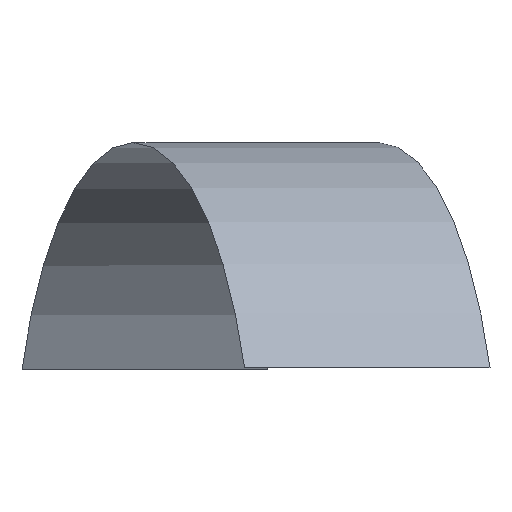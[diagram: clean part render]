
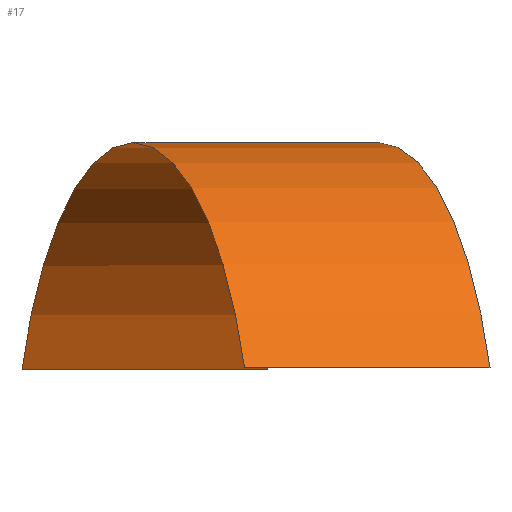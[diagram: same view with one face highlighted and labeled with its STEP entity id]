
A CAD part, top view. The second image highlights one B-rep face of the part: STEP entity #17.
In plain terms, the highlighted cylindrical face has radius 6.998 mm (diameter 13.996 mm), a partial arc.
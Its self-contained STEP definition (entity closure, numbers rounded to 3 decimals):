
#17 = ADVANCED_FACE('',(#18),#32,.T.);
#18 = FACE_BOUND('',#19,.T.);
#19 = EDGE_LOOP('',(#20,#65,#104,#142));
#20 = ORIENTED_EDGE('',*,*,#21,.F.);
#21 = EDGE_CURVE('',#22,#24,#26,.T.);
#22 = VERTEX_POINT('',#23);
#23 = CARTESIAN_POINT('',(-4.499,-0.009,
    -5.286));
#24 = VERTEX_POINT('',#25);
#25 = CARTESIAN_POINT('',(0.221,-0.005,
    -6.938));
#26 = SURFACE_CURVE('',#27,(#31),.PCURVE_S1.);
#27 = LINE('',#28,#29);
#28 = CARTESIAN_POINT('',(-4.499,-0.009,
    -5.286));
#29 = VECTOR('',#30,1.);
#30 = DIRECTION('',(0.944,0.001,-0.33));
#31 = PCURVE('',#32,#37);
#32 = CYLINDRICAL_SURFACE('',#33,6.998);
#33 = AXIS2_PLACEMENT_3D('',#34,#35,#36);
#34 = CARTESIAN_POINT('',(0.003,-2.654,
    0.002));
#35 = DIRECTION('',(0.944,0.001,-0.33));
#36 = DIRECTION('',(-0.306,0.378,-0.874));
#37 = DEFINITIONAL_REPRESENTATION('',(#38),#64);
#38 = B_SPLINE_CURVE_WITH_KNOTS('',3,(#39,#40,#41,#42,#43,#44,#45,#46,
    #47,#48,#49,#50,#51,#52,#53,#54,#55,#56,#57,#58,#59,#60,#61,#62,#63)
  ,.UNSPECIFIED.,.F.,.F.,(4,1,1,1,1,1,1,1,1,1,1,1,1,1,1,1,1,1,1,1,1,1,4)
  ,(0.,0.227,0.455,0.682,0.909,
    1.137,1.364,1.591,1.818,
    2.046,2.273,2.5,2.728,
    2.955,3.182,3.41,3.637,
    3.864,4.091,4.319,4.546,
    4.773,5.001),.QUASI_UNIFORM_KNOTS.);
#39 = CARTESIAN_POINT('',(0.,-2.5));
#40 = CARTESIAN_POINT('',(0.,-2.425));
#41 = CARTESIAN_POINT('',(0.,-2.273));
#42 = CARTESIAN_POINT('',(0.,-2.046));
#43 = CARTESIAN_POINT('',(0.,-1.818));
#44 = CARTESIAN_POINT('',(0.,-1.591));
#45 = CARTESIAN_POINT('',(0.,-1.364));
#46 = CARTESIAN_POINT('',(0.,-1.137));
#47 = CARTESIAN_POINT('',(0.,-0.909));
#48 = CARTESIAN_POINT('',(0.,-0.682));
#49 = CARTESIAN_POINT('',(0.,-0.455));
#50 = CARTESIAN_POINT('',(0.,-0.227));
#51 = CARTESIAN_POINT('',(0.,0.));
#52 = CARTESIAN_POINT('',(0.,0.227));
#53 = CARTESIAN_POINT('',(0.,0.455));
#54 = CARTESIAN_POINT('',(0.,0.682));
#55 = CARTESIAN_POINT('',(0.,0.909));
#56 = CARTESIAN_POINT('',(0.,1.137));
#57 = CARTESIAN_POINT('',(0.,1.364));
#58 = CARTESIAN_POINT('',(0.,1.591));
#59 = CARTESIAN_POINT('',(0.,1.818));
#60 = CARTESIAN_POINT('',(0.,2.046));
#61 = CARTESIAN_POINT('',(0.,2.273));
#62 = CARTESIAN_POINT('',(0.,2.425));
#63 = CARTESIAN_POINT('',(0.,2.5));
#64 = ( GEOMETRIC_REPRESENTATION_CONTEXT(2) 
PARAMETRIC_REPRESENTATION_CONTEXT() REPRESENTATION_CONTEXT('2D SPACE',''
  ) );
#65 = ORIENTED_EDGE('',*,*,#66,.F.);
#66 = EDGE_CURVE('',#67,#22,#69,.T.);
#67 = VERTEX_POINT('',#68);
#68 = CARTESIAN_POINT('',(-0.221,0.005,
    6.938));
#69 = SURFACE_CURVE('',#70,(#75),.PCURVE_S1.);
#70 = CIRCLE('',#71,6.998);
#71 = AXIS2_PLACEMENT_3D('',#72,#73,#74);
#72 = CARTESIAN_POINT('',(-2.357,-2.656,0.828
    ));
#73 = DIRECTION('',(-0.944,-0.001,0.33)
  );
#74 = DIRECTION('',(0.305,0.38,0.873));
#75 = PCURVE('',#32,#76);
#76 = DEFINITIONAL_REPRESENTATION('',(#77),#103);
#77 = B_SPLINE_CURVE_WITH_KNOTS('',3,(#78,#79,#80,#81,#82,#83,#84,#85,
    #86,#87,#88,#89,#90,#91,#92,#93,#94,#95,#96,#97,#98,#99,#100,#101,
    #102),.UNSPECIFIED.,.F.,.F.,(4,1,1,1,1,1,1,1,1,1,1,1,1,1,1,1,1,1,1,1
    ,1,1,4),(0.,0.107,0.215,0.322,
    0.43,0.537,0.645,0.752,
    0.86,0.967,1.074,1.182,
    1.289,1.397,1.504,1.612,
    1.719,1.827,1.934,2.041,
    2.149,2.256,2.364),.QUASI_UNIFORM_KNOTS.);
#78 = CARTESIAN_POINT('',(2.364,-2.5));
#79 = CARTESIAN_POINT('',(2.328,-2.5));
#80 = CARTESIAN_POINT('',(2.256,-2.5));
#81 = CARTESIAN_POINT('',(2.149,-2.5));
#82 = CARTESIAN_POINT('',(2.041,-2.5));
#83 = CARTESIAN_POINT('',(1.934,-2.5));
#84 = CARTESIAN_POINT('',(1.827,-2.5));
#85 = CARTESIAN_POINT('',(1.719,-2.5));
#86 = CARTESIAN_POINT('',(1.612,-2.5));
#87 = CARTESIAN_POINT('',(1.504,-2.5));
#88 = CARTESIAN_POINT('',(1.397,-2.5));
#89 = CARTESIAN_POINT('',(1.289,-2.5));
#90 = CARTESIAN_POINT('',(1.182,-2.5));
#91 = CARTESIAN_POINT('',(1.074,-2.5));
#92 = CARTESIAN_POINT('',(0.967,-2.5));
#93 = CARTESIAN_POINT('',(0.86,-2.5));
#94 = CARTESIAN_POINT('',(0.752,-2.5));
#95 = CARTESIAN_POINT('',(0.645,-2.5));
#96 = CARTESIAN_POINT('',(0.537,-2.5));
#97 = CARTESIAN_POINT('',(0.43,-2.5));
#98 = CARTESIAN_POINT('',(0.322,-2.5));
#99 = CARTESIAN_POINT('',(0.215,-2.5));
#100 = CARTESIAN_POINT('',(0.107,-2.5));
#101 = CARTESIAN_POINT('',(0.036,-2.5));
#102 = CARTESIAN_POINT('',(0.,-2.5));
#103 = ( GEOMETRIC_REPRESENTATION_CONTEXT(2) 
PARAMETRIC_REPRESENTATION_CONTEXT() REPRESENTATION_CONTEXT('2D SPACE',''
  ) );
#104 = ORIENTED_EDGE('',*,*,#105,.F.);
#105 = EDGE_CURVE('',#106,#67,#108,.T.);
#106 = VERTEX_POINT('',#107);
#107 = CARTESIAN_POINT('',(4.499,0.009,
    5.286));
#108 = SURFACE_CURVE('',#109,(#113),.PCURVE_S1.);
#109 = LINE('',#110,#111);
#110 = CARTESIAN_POINT('',(4.499,0.009,
    5.286));
#111 = VECTOR('',#112,1.);
#112 = DIRECTION('',(-0.944,-0.001,0.33)
  );
#113 = PCURVE('',#32,#114);
#114 = DEFINITIONAL_REPRESENTATION('',(#115),#141);
#115 = B_SPLINE_CURVE_WITH_KNOTS('',3,(#116,#117,#118,#119,#120,#121,
    #122,#123,#124,#125,#126,#127,#128,#129,#130,#131,#132,#133,#134,
    #135,#136,#137,#138,#139,#140),.UNSPECIFIED.,.F.,.F.,(4,1,1,1,1,1,1,
    1,1,1,1,1,1,1,1,1,1,1,1,1,1,1,4),(-0.,0.227,0.455,
    0.682,0.909,1.137,1.364,
    1.591,1.818,2.046,2.273,
    2.5,2.728,2.955,3.182,
    3.41,3.637,3.864,4.091,
    4.319,4.546,4.773,5.001),
  .QUASI_UNIFORM_KNOTS.);
#116 = CARTESIAN_POINT('',(2.364,2.5));
#117 = CARTESIAN_POINT('',(2.364,2.425));
#118 = CARTESIAN_POINT('',(2.364,2.273));
#119 = CARTESIAN_POINT('',(2.364,2.046));
#120 = CARTESIAN_POINT('',(2.364,1.818));
#121 = CARTESIAN_POINT('',(2.364,1.591));
#122 = CARTESIAN_POINT('',(2.364,1.364));
#123 = CARTESIAN_POINT('',(2.364,1.137));
#124 = CARTESIAN_POINT('',(2.364,0.909));
#125 = CARTESIAN_POINT('',(2.364,0.682));
#126 = CARTESIAN_POINT('',(2.364,0.455));
#127 = CARTESIAN_POINT('',(2.364,0.227));
#128 = CARTESIAN_POINT('',(2.364,0.));
#129 = CARTESIAN_POINT('',(2.364,-0.227));
#130 = CARTESIAN_POINT('',(2.364,-0.455));
#131 = CARTESIAN_POINT('',(2.364,-0.682));
#132 = CARTESIAN_POINT('',(2.364,-0.909));
#133 = CARTESIAN_POINT('',(2.364,-1.137));
#134 = CARTESIAN_POINT('',(2.364,-1.364));
#135 = CARTESIAN_POINT('',(2.364,-1.591));
#136 = CARTESIAN_POINT('',(2.364,-1.818));
#137 = CARTESIAN_POINT('',(2.364,-2.046));
#138 = CARTESIAN_POINT('',(2.364,-2.273));
#139 = CARTESIAN_POINT('',(2.364,-2.425));
#140 = CARTESIAN_POINT('',(2.364,-2.5));
#141 = ( GEOMETRIC_REPRESENTATION_CONTEXT(2) 
PARAMETRIC_REPRESENTATION_CONTEXT() REPRESENTATION_CONTEXT('2D SPACE',''
  ) );
#142 = ORIENTED_EDGE('',*,*,#143,.F.);
#143 = EDGE_CURVE('',#24,#106,#144,.T.);
#144 = SURFACE_CURVE('',#145,(#150),.PCURVE_S1.);
#145 = CIRCLE('',#146,6.998);
#146 = AXIS2_PLACEMENT_3D('',#147,#148,#149);
#147 = CARTESIAN_POINT('',(2.363,-2.651,-0.824
    ));
#148 = DIRECTION('',(0.944,0.001,-0.33)
  );
#149 = DIRECTION('',(-0.306,0.378,-0.874));
#150 = PCURVE('',#32,#151);
#151 = DEFINITIONAL_REPRESENTATION('',(#152),#178);
#152 = B_SPLINE_CURVE_WITH_KNOTS('',3,(#153,#154,#155,#156,#157,#158,
    #159,#160,#161,#162,#163,#164,#165,#166,#167,#168,#169,#170,#171,
    #172,#173,#174,#175,#176,#177),.UNSPECIFIED.,.F.,.F.,(4,1,1,1,1,1,1,
    1,1,1,1,1,1,1,1,1,1,1,1,1,1,1,4),(0.,0.107,0.215,
    0.322,0.43,0.537,0.645,
    0.752,0.86,0.967,1.074,
    1.182,1.289,1.397,1.504,
    1.612,1.719,1.827,1.934,
    2.041,2.149,2.256,2.364),
  .QUASI_UNIFORM_KNOTS.);
#153 = CARTESIAN_POINT('',(0.,2.5));
#154 = CARTESIAN_POINT('',(0.036,2.5));
#155 = CARTESIAN_POINT('',(0.107,2.5));
#156 = CARTESIAN_POINT('',(0.215,2.5));
#157 = CARTESIAN_POINT('',(0.322,2.5));
#158 = CARTESIAN_POINT('',(0.43,2.5));
#159 = CARTESIAN_POINT('',(0.537,2.5));
#160 = CARTESIAN_POINT('',(0.645,2.5));
#161 = CARTESIAN_POINT('',(0.752,2.5));
#162 = CARTESIAN_POINT('',(0.86,2.5));
#163 = CARTESIAN_POINT('',(0.967,2.5));
#164 = CARTESIAN_POINT('',(1.074,2.5));
#165 = CARTESIAN_POINT('',(1.182,2.5));
#166 = CARTESIAN_POINT('',(1.289,2.5));
#167 = CARTESIAN_POINT('',(1.397,2.5));
#168 = CARTESIAN_POINT('',(1.504,2.5));
#169 = CARTESIAN_POINT('',(1.612,2.5));
#170 = CARTESIAN_POINT('',(1.719,2.5));
#171 = CARTESIAN_POINT('',(1.827,2.5));
#172 = CARTESIAN_POINT('',(1.934,2.5));
#173 = CARTESIAN_POINT('',(2.041,2.5));
#174 = CARTESIAN_POINT('',(2.149,2.5));
#175 = CARTESIAN_POINT('',(2.256,2.5));
#176 = CARTESIAN_POINT('',(2.328,2.5));
#177 = CARTESIAN_POINT('',(2.364,2.5));
#178 = ( GEOMETRIC_REPRESENTATION_CONTEXT(2) 
PARAMETRIC_REPRESENTATION_CONTEXT() REPRESENTATION_CONTEXT('2D SPACE',''
  ) );
